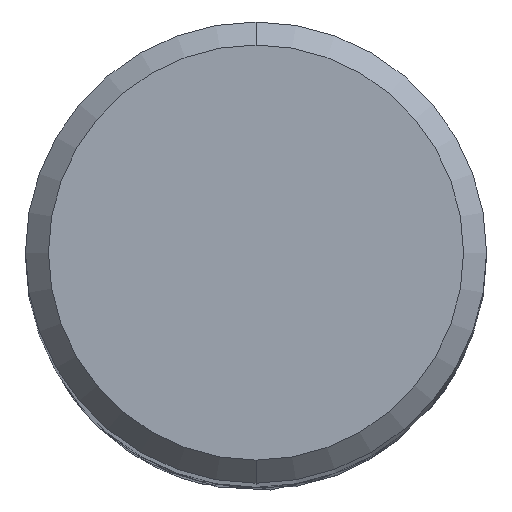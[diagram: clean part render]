
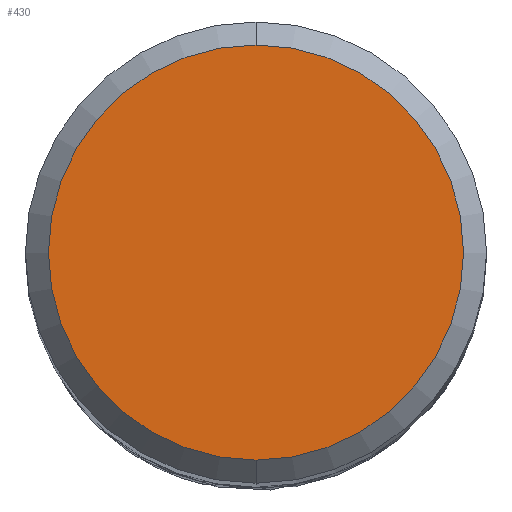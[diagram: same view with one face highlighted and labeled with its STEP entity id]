
A CAD part, top view. The second image highlights one B-rep face of the part: STEP entity #430.
In plain terms, the highlighted planar face has unit normal (0, 0, 1).
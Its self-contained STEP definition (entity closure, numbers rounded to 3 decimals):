
#430=ADVANCED_FACE('',(#1074),#1075,.T.);
#448=VERTEX_POINT('',#1094);
#590=EDGE_CURVE('',#938,#448,#1251,.T.);
#724=EDGE_CURVE('',#448,#938,#1395,.T.);
#938=VERTEX_POINT('',#1624);
#1074=FACE_OUTER_BOUND('',#3325,.T.);
#1075=PLANE('',#3326);
#1094=CARTESIAN_POINT('',(0.0,5.4,0.0));
#1251=CIRCLE('',#5480,5.4);
#1395=CIRCLE('',#7424,5.4);
#1624=CARTESIAN_POINT('',(0.,-5.4,0.0));
#3325=EDGE_LOOP('',(#9664,#9665));
#3326=AXIS2_PLACEMENT_3D('',#9666,#9667,#9668);
#5480=AXIS2_PLACEMENT_3D('',#9866,#9867,#9868);
#7424=AXIS2_PLACEMENT_3D('',#9992,#9993,#9994);
#9664=ORIENTED_EDGE('',*,*,#724,.F.);
#9665=ORIENTED_EDGE('',*,*,#590,.F.);
#9666=CARTESIAN_POINT('',(0.0,2.7,0.0));
#9667=DIRECTION('',(-0.0,0.0,1.0));
#9668=DIRECTION('',(0.0,-1.0,0.0));
#9866=CARTESIAN_POINT('',(0.0,0.0,0.0));
#9867=DIRECTION('',(0.0,0.0,-1.0));
#9868=DIRECTION('',(0.0,1.0,0.0));
#9992=CARTESIAN_POINT('',(0.0,0.0,0.0));
#9993=DIRECTION('',(0.0,0.0,-1.0));
#9994=DIRECTION('',(0.0,1.0,0.0));
